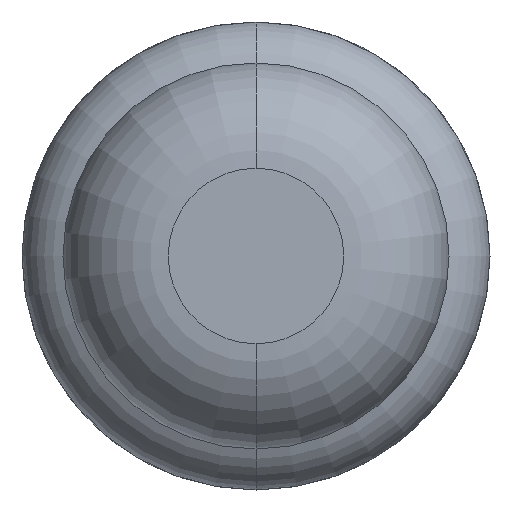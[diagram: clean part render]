
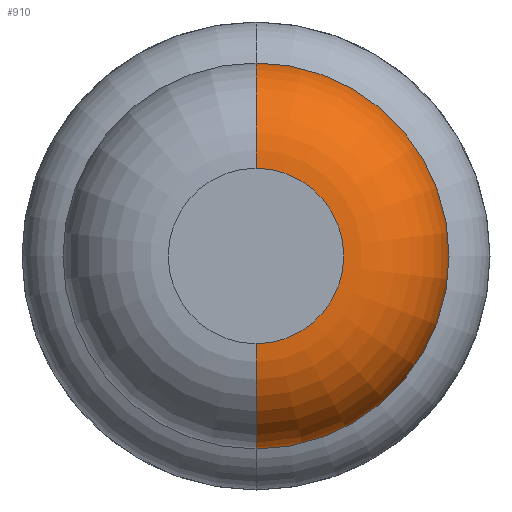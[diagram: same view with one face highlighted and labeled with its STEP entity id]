
A CAD part, front view. The second image highlights one B-rep face of the part: STEP entity #910.
In plain terms, the highlighted toroidal (fillet/blend) face has major radius 0.375 mm and minor radius 0.45 mm.
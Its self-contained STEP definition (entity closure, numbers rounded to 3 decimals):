
#151 = DIRECTION ( 'NONE',  ( 0., 0., 1. ) ) ;
#185 = CARTESIAN_POINT ( 'NONE',  ( 0., -24., 0. ) ) ;
#217 = DIRECTION ( 'NONE',  ( 0., 0., -1. ) ) ;
#243 = CIRCLE ( 'NONE', #1751, 0.45 ) ;
#305 = EDGE_CURVE ( 'Defeature ausgef�hrt1_7+Defeature ausgef�hrt1_6+Defeature ausgef�hrt1_6+Defeature ausgef�hrt1_6', #2218, #5357, #5208, .T. ) ;
#431 = AXIS2_PLACEMENT_3D ( 'NONE', #185, #3277, #151 ) ;
#910 = ADVANCED_FACE ( 'Defeature ausgef�hrt1_6', ( #5846 ), #1718, .T. ) ;
#932 = ORIENTED_EDGE ( 'NONE', *, *, #305, .F. ) ;
#963 = EDGE_LOOP ( 'NONE', ( #2004, #3452, #932, #1644 ) ) ;
#1074 = AXIS2_PLACEMENT_3D ( 'NONE', #4760, #2482, #217 ) ;
#1147 = CIRCLE ( 'NONE', #431, 0.375 ) ;
#1359 = EDGE_CURVE ( 'Defeature ausgef�hrt1_6+Defeature ausgef�hrt1_5+Defeature ausgef�hrt1_5+Defeature ausgef�hrt1_5', #1604, #3012, #1147, .T. ) ;
#1414 = EDGE_CURVE ( 'NONE', #1604, #2218, #243, .T. ) ;
#1604 = VERTEX_POINT ( 'NONE', #5412 ) ;
#1644 = ORIENTED_EDGE ( 'NONE', *, *, #1414, .F. ) ;
#1698 = DIRECTION ( 'NONE',  ( -1., 0., 0. ) ) ;
#1718 = TOROIDAL_SURFACE ( 'NONE', #4991, 0.375, 0.45 ) ;
#1751 = AXIS2_PLACEMENT_3D ( 'NONE', #5749, #1698, #3496 ) ;
#1989 = CARTESIAN_POINT ( 'NONE',  ( 0., -23.55, 0.825 ) ) ;
#2004 = ORIENTED_EDGE ( 'NONE', *, *, #1359, .T. ) ;
#2218 = VERTEX_POINT ( 'NONE', #1989 ) ;
#2482 = DIRECTION ( 'NONE',  ( 1., 0., 0. ) ) ;
#2555 = EDGE_CURVE ( 'NONE', #3012, #5357, #5594, .T. ) ;
#3012 = VERTEX_POINT ( 'NONE', #5103 ) ;
#3204 = DIRECTION ( 'NONE',  ( 0., 0., 1. ) ) ;
#3277 = DIRECTION ( 'NONE',  ( 0., 1., 0. ) ) ;
#3452 = ORIENTED_EDGE ( 'NONE', *, *, #2555, .T. ) ;
#3496 = DIRECTION ( 'NONE',  ( 0., 0., 1. ) ) ;
#3986 = CARTESIAN_POINT ( 'NONE',  ( 0., -23.55, 0. ) ) ;
#4214 = CARTESIAN_POINT ( 'NONE',  ( 0., -23.55, -0.825 ) ) ;
#4449 = DIRECTION ( 'NONE',  ( 0., 0., 1. ) ) ;
#4476 = DIRECTION ( 'NONE',  ( 0., 1., 0. ) ) ;
#4760 = CARTESIAN_POINT ( 'NONE',  ( 0., -23.55, -0.375 ) ) ;
#4839 = AXIS2_PLACEMENT_3D ( 'NONE', #5856, #5048, #3204 ) ;
#4991 = AXIS2_PLACEMENT_3D ( 'NONE', #3986, #4476, #4449 ) ;
#5048 = DIRECTION ( 'NONE',  ( 0., 1., 0. ) ) ;
#5103 = CARTESIAN_POINT ( 'NONE',  ( 0., -24., -0.375 ) ) ;
#5208 = CIRCLE ( 'NONE', #4839, 0.825 ) ;
#5357 = VERTEX_POINT ( 'NONE', #4214 ) ;
#5412 = CARTESIAN_POINT ( 'NONE',  ( 0., -24., 0.375 ) ) ;
#5594 = CIRCLE ( 'NONE', #1074, 0.45 ) ;
#5749 = CARTESIAN_POINT ( 'NONE',  ( 0., -23.55, 0.375 ) ) ;
#5846 = FACE_OUTER_BOUND ( 'NONE', #963, .T. ) ;
#5856 = CARTESIAN_POINT ( 'NONE',  ( 0., -23.55, 0. ) ) ;
